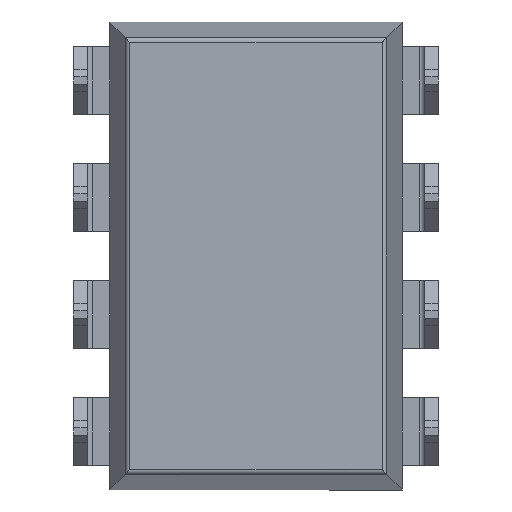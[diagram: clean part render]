
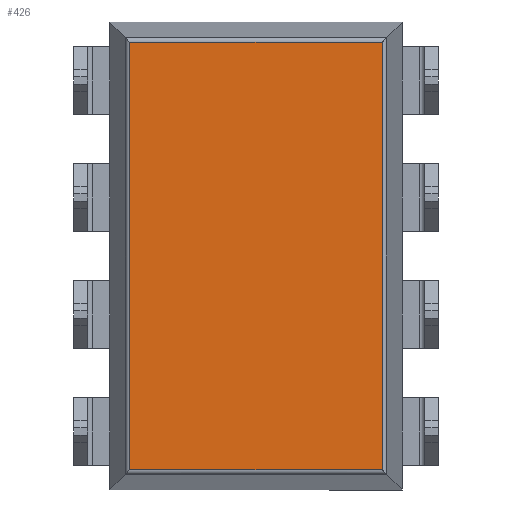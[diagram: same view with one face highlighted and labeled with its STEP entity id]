
A CAD part, front view. The second image highlights one B-rep face of the part: STEP entity #426.
In plain terms, the highlighted planar face has unit normal (0, -1, 0).
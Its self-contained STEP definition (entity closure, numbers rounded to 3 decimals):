
#348 = VERTEX_POINT ( 'NONE', #1875 ) ;
#349 = VERTEX_POINT ( 'NONE', #1874 ) ;
#350 = ORIENTED_EDGE ( 'NONE', *, *, #351, .T. ) ;
#351 = EDGE_CURVE ( 'NONE', #349, #352, #1873, .T. ) ;
#352 = VERTEX_POINT ( 'NONE', #1921 ) ;
#353 = ORIENTED_EDGE ( 'NONE', *, *, #354, .T. ) ;
#354 = EDGE_CURVE ( 'NONE', #352, #355, #1920, .T. ) ;
#355 = VERTEX_POINT ( 'NONE', #1916 ) ;
#356 = ORIENTED_EDGE ( 'NONE', *, *, #357, .T. ) ;
#357 = EDGE_CURVE ( 'NONE', #355, #348, #1914, .T. ) ;
#426 = ADVANCED_FACE ( 'NONE', ( #2146 ), #2187, .T. ) ;
#427 = EDGE_LOOP ( 'NONE', ( #428, #350, #353, #356 ) ) ;
#428 = ORIENTED_EDGE ( 'NONE', *, *, #429, .T. ) ;
#429 = EDGE_CURVE ( 'NONE', #348, #349, #2181, .T. ) ;
#1871 = VECTOR ( 'NONE', #1922, 1000. ) ;
#1872 = CARTESIAN_POINT ( 'NONE',  ( -3.175, 0.15, -4.643 ) ) ;
#1873 = LINE ( 'NONE', #1872, #1871 ) ;
#1874 = CARTESIAN_POINT ( 'NONE',  ( -2.738, 0.15, -4.643 ) ) ;
#1875 = CARTESIAN_POINT ( 'NONE',  ( -2.738, 0.15, 4.643 ) ) ;
#1911 = DIRECTION ( 'NONE',  ( -1., 0., 0. ) ) ;
#1912 = VECTOR ( 'NONE', #1911, 1000. ) ;
#1913 = CARTESIAN_POINT ( 'NONE',  ( -3.175, 0.15, 4.643 ) ) ;
#1914 = LINE ( 'NONE', #1913, #1912 ) ;
#1916 = CARTESIAN_POINT ( 'NONE',  ( 2.738, 0.15, 4.643 ) ) ;
#1917 = DIRECTION ( 'NONE',  ( 0., 0., 1. ) ) ;
#1918 = VECTOR ( 'NONE', #1917, 1000. ) ;
#1919 = CARTESIAN_POINT ( 'NONE',  ( 2.738, 0.15, -5.08 ) ) ;
#1920 = LINE ( 'NONE', #1919, #1918 ) ;
#1921 = CARTESIAN_POINT ( 'NONE',  ( 2.738, 0.15, -4.643 ) ) ;
#1922 = DIRECTION ( 'NONE',  ( 1., 0., 0. ) ) ;
#2146 = FACE_OUTER_BOUND ( 'NONE', #427, .T. ) ;
#2178 = DIRECTION ( 'NONE',  ( 0., 0., -1. ) ) ;
#2179 = VECTOR ( 'NONE', #2178, 1000. ) ;
#2180 = CARTESIAN_POINT ( 'NONE',  ( -2.738, 0.15, -5.08 ) ) ;
#2181 = LINE ( 'NONE', #2180, #2179 ) ;
#2183 = DIRECTION ( 'NONE',  ( 0., 0., -1. ) ) ;
#2184 = DIRECTION ( 'NONE',  ( 0., -1., 0. ) ) ;
#2185 = CARTESIAN_POINT ( 'NONE',  ( -3.175, 0.15, -5.08 ) ) ;
#2186 = AXIS2_PLACEMENT_3D ( 'NONE', #2185, #2184, #2183 ) ;
#2187 = PLANE ( 'NONE',  #2186 ) ;
